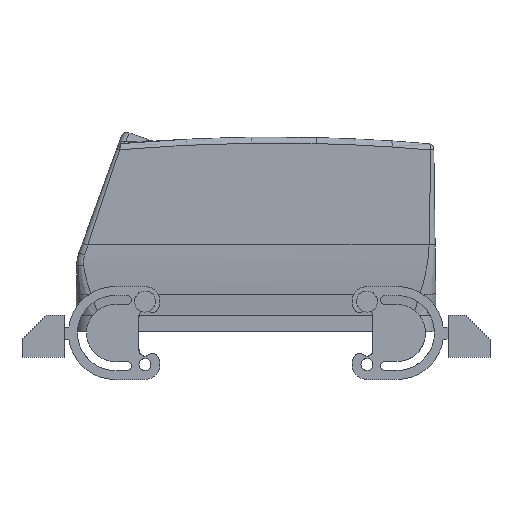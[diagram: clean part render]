
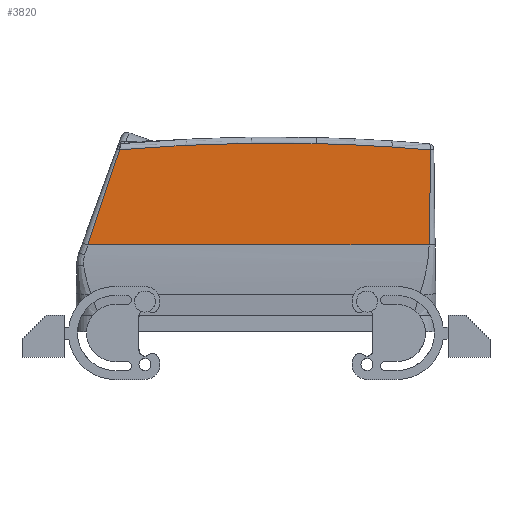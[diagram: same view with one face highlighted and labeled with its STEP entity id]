
A CAD part, left-side view. The second image highlights one B-rep face of the part: STEP entity #3820.
In plain terms, the highlighted planar face has unit normal (-1, 0, 0).
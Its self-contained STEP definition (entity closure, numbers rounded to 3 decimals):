
#3786=AXIS2_PLACEMENT_3D('Plane Axis2P3D',#3783,#3784,#3785) ;
#3803=AXIS2_PLACEMENT_3D('Circle Axis2P3D',#3801,#3802,$) ;
#3810=AXIS2_PLACEMENT_3D('Circle Axis2P3D',#3808,#3809,$) ;
#2403=CARTESIAN_POINT('Vertex',(5.75,20.304,44.838)) ;
#2438=CARTESIAN_POINT('Line Origine',(5.75,76.642,44.838)) ;
#2442=CARTESIAN_POINT('Vertex',(5.75,134.098,44.838)) ;
#3345=CARTESIAN_POINT('Vertex',(5.75,19.743,76.512)) ;
#3349=CARTESIAN_POINT('Control Point',(5.75,19.743,76.512)) ;
#3350=CARTESIAN_POINT('Control Point',(5.75,19.743,75.418)) ;
#3351=CARTESIAN_POINT('Control Point',(5.75,19.744,74.338)) ;
#3352=CARTESIAN_POINT('Control Point',(5.75,19.747,73.251)) ;
#3353=CARTESIAN_POINT('Control Point',(5.75,19.757,71.081)) ;
#3354=CARTESIAN_POINT('Control Point',(5.75,19.775,68.91)) ;
#3355=CARTESIAN_POINT('Control Point',(5.75,19.786,67.824)) ;
#3356=CARTESIAN_POINT('Control Point',(5.75,19.824,64.568)) ;
#3357=CARTESIAN_POINT('Control Point',(5.75,19.877,61.313)) ;
#3358=CARTESIAN_POINT('Control Point',(5.75,19.917,59.142)) ;
#3359=CARTESIAN_POINT('Control Point',(5.75,20.002,54.979)) ;
#3360=CARTESIAN_POINT('Control Point',(5.75,20.106,50.816)) ;
#3361=CARTESIAN_POINT('Control Point',(5.75,20.161,48.823)) ;
#3362=CARTESIAN_POINT('Control Point',(5.75,20.225,46.83)) ;
#3363=CARTESIAN_POINT('Control Point',(5.75,20.304,44.838)) ;
#3783=CARTESIAN_POINT('Axis2P3D Location',(5.75,-88.555,-35.206)) ;
#3789=CARTESIAN_POINT('Control Point',(5.75,123.434,76.584)) ;
#3790=CARTESIAN_POINT('Control Point',(5.75,123.658,75.951)) ;
#3791=CARTESIAN_POINT('Control Point',(5.75,123.881,75.318)) ;
#3792=CARTESIAN_POINT('Control Point',(5.75,124.105,74.679)) ;
#3793=CARTESIAN_POINT('Control Point',(5.75,126.321,68.36)) ;
#3794=CARTESIAN_POINT('Control Point',(5.75,128.479,62.022)) ;
#3795=CARTESIAN_POINT('Control Point',(5.75,130.365,56.3)) ;
#3796=CARTESIAN_POINT('Control Point',(5.75,132.266,50.581)) ;
#3797=CARTESIAN_POINT('Control Point',(5.75,134.098,44.838)) ;
#3798=CARTESIAN_POINT('Vertex',(5.75,123.434,76.584)) ;
#3801=CARTESIAN_POINT('Axis2P3D Location',(5.75,72.,-519.2)) ;
#3805=CARTESIAN_POINT('Vertex',(5.75,57.99,78.636)) ;
#3808=CARTESIAN_POINT('Axis2P3D Location',(5.75,72.,-519.2)) ;
#2439=DIRECTION('Vector Direction',(0.,-1.,0.)) ;
#3784=DIRECTION('Axis2P3D Direction',(-1.,0.,0.)) ;
#3785=DIRECTION('Axis2P3D XDirection',(0.,-0.317,0.949)) ;
#3802=DIRECTION('Axis2P3D Direction',(-1.,0.,0.)) ;
#3809=DIRECTION('Axis2P3D Direction',(-1.,0.,0.)) ;
#2440=VECTOR('Line Direction',#2439,1.) ;
#3814=ORIENTED_EDGE('',*,*,#3800,.F.) ;
#3815=ORIENTED_EDGE('',*,*,#2444,.T.) ;
#3816=ORIENTED_EDGE('',*,*,#3364,.T.) ;
#3817=ORIENTED_EDGE('',*,*,#3807,.F.) ;
#3818=ORIENTED_EDGE('',*,*,#3812,.F.) ;
#3820=ADVANCED_FACE('Hood',(#3819),#3787,.T.) ;
#3348=B_SPLINE_CURVE_WITH_KNOTS('',5,(#3349,#3350,#3351,#3352,#3353,#3354,#3355,#3356,#3357,#3358,#3359,#3360,#3361,#3362,#3363),.UNSPECIFIED.,.F.,.U.,(6,3,3,3,6),(28.702,34.129,39.556,50.41,60.375),.UNSPECIFIED.) ;
#3788=B_SPLINE_CURVE_WITH_KNOTS('',5,(#3789,#3790,#3791,#3792,#3793,#3794,#3795,#3796,#3797),.UNSPECIFIED.,.F.,.U.,(6,3,6),(0.,4.746,47.366),.UNSPECIFIED.) ;
#3804=CIRCLE('generated circle',#3803,598.) ;
#3811=CIRCLE('generated circle',#3810,598.) ;
#2444=EDGE_CURVE('',#2443,#2404,#2441,.T.) ;
#3364=EDGE_CURVE('',#2404,#3346,#3348,.F.) ;
#3800=EDGE_CURVE('',#2443,#3799,#3788,.F.) ;
#3807=EDGE_CURVE('',#3806,#3346,#3804,.F.) ;
#3812=EDGE_CURVE('',#3799,#3806,#3811,.F.) ;
#3813=EDGE_LOOP('',(#3814,#3815,#3816,#3817,#3818)) ;
#3819=FACE_OUTER_BOUND('',#3813,.T.) ;
#2441=LINE('Line',#2438,#2440) ;
#3787=PLANE('',#3786) ;
#2404=VERTEX_POINT('',#2403) ;
#2443=VERTEX_POINT('',#2442) ;
#3346=VERTEX_POINT('',#3345) ;
#3799=VERTEX_POINT('',#3798) ;
#3806=VERTEX_POINT('',#3805) ;
